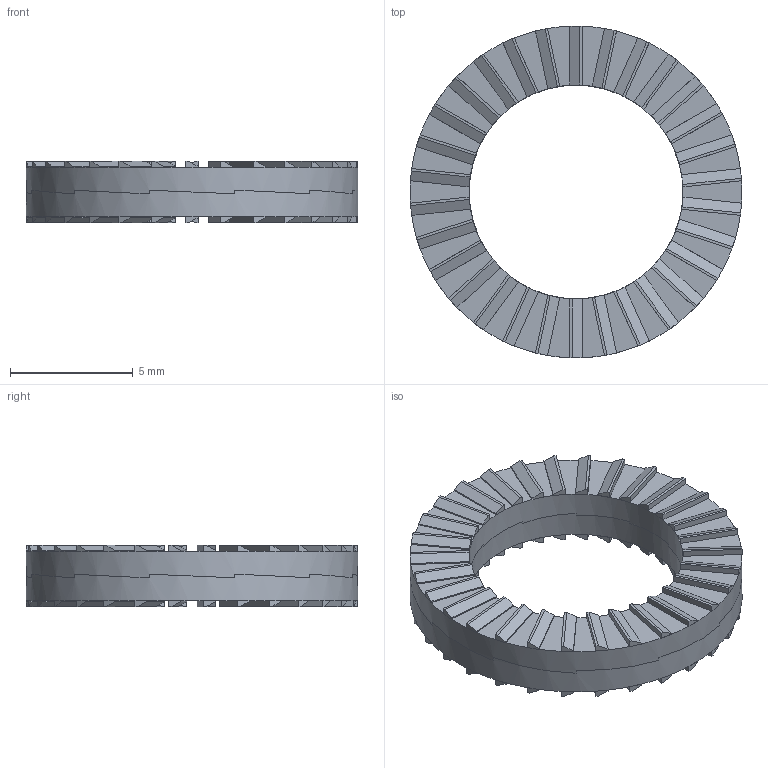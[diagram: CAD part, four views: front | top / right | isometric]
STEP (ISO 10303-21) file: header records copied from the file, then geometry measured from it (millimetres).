
FILE_DESCRIPTION(('STEP AP214'),'1');
FILE_NAME('NLDP8_20211112100943757.step','2021-11-12T01:09:45',('ksdm'),('Copyright @ MISUMI Group Inc. All Rights Reserved.'),'Spatial InterOp 3D',' ',' ');
FILE_SCHEMA(('AUTOMOTIVE_DESIGN { 1 0 10303 214 1 1 1 1 }'));
Length unit declared in the file: millimetre
Products named in the file (1): sh176934b977
Bounding box: 13.5 x 13.5 x 2.5 mm (x, y, z)
Volume: 179.6 mm3; surface area: 541.6 mm2
Topology: 2 solids, 2 shells, 592 faces, 1532 edges, 940 vertices
Faces by surface type: plane 588, cylinder 4
Full cylindrical faces by diameter (mm): 8.7 x2, 13.5 x2
Entity records: 17621 total; most frequent: CARTESIAN_POINT 3054, ORIENTED_EDGE 3048, DIRECTION 3000, EDGE_CURVE 1524, LINE 1236, VECTOR 1236, VERTEX_POINT 936, AXIS2_PLACEMENT_3D 882
